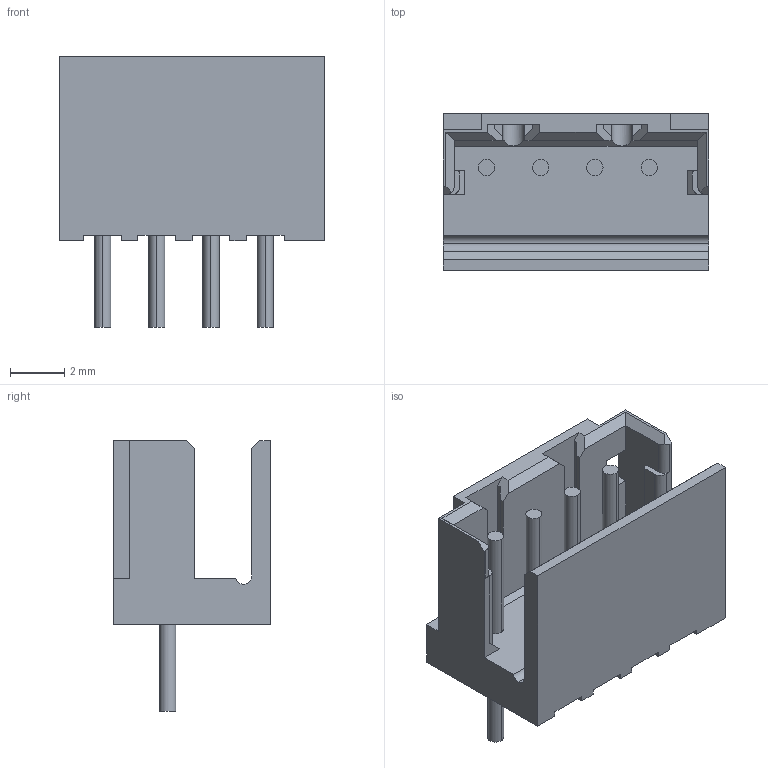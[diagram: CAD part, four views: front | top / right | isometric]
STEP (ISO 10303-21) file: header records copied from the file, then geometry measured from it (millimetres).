
FILE_DESCRIPTION(('STEP AP242'),'1');
FILE_NAME('292132-4.stp','2021-06-10T01:04:22',('TraceParts'),('TraceParts S.A.'),'Spatial InterOp 3D',' ',' ');
FILE_SCHEMA(('AP242_MANAGED_MODEL_BASED_3D_ENGINEERING_MIM_LF {1 0 10303 442 1 1 4}'));
Length unit declared in the file: millimetre
Products named in the file (1): 292132-4
Bounding box: 9.8 x 5.8 x 10 mm (x, y, z)
Volume: 175 mm3; surface area: 503.8 mm2
Topology: 1 solids, 1 shells, 117 faces, 325 edges, 214 vertices
Faces by surface type: plane 91, cylinder 26
Entity records: 3762 total; most frequent: CARTESIAN_POINT 717, ORIENTED_EDGE 650, DIRECTION 597, EDGE_CURVE 325, LINE 265, VECTOR 265, VERTEX_POINT 214, AXIS2_PLACEMENT_3D 166
